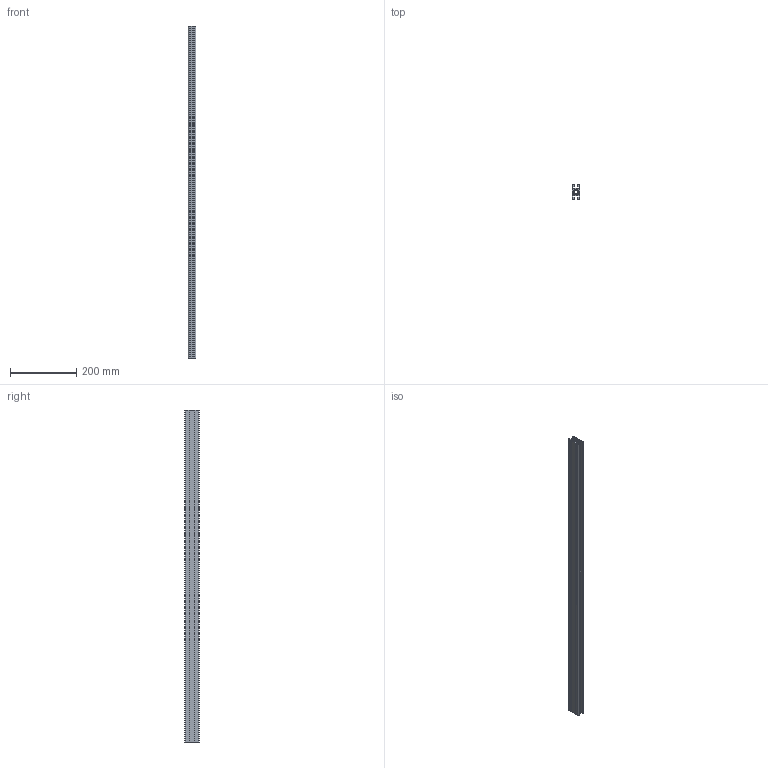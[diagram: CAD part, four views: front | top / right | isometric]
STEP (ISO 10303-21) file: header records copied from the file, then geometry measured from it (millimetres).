
FILE_DESCRIPTION(/* description */ (''),/* implementation_level */ '2;1');
FILE_NAME(/* name */ '80041_KriTec_Profil_10_45x22,5.stp',/* time_stamp */ '2014-09-04T14:56:07+02:00',/* author */ ('kostic'),/* organization */ (''),/* preprocessor_version */ 'ST-DEVELOPER v15.2',/* originating_system */ 'Autodesk Inventor 2014',/* authorisation */ '');
FILE_SCHEMA (('AUTOMOTIVE_DESIGN { 1 0 10303 214 3 1 1 }'));
Length unit declared in the file: millimetre
Products named in the file (1): 80041_KriTec_Profil_10_45x22,5
Bounding box: 22.5 x 45 x 1000 mm (x, y, z)
Volume: 470137 mm3; surface area: 304877.9 mm2
Topology: 1 solids, 1 shells, 84 faces, 246 edges, 164 vertices
Faces by surface type: plane 64, cylinder 20
Entity records: 2795 total; most frequent: CARTESIAN_POINT 495, ORIENTED_EDGE 492, DIRECTION 456, EDGE_CURVE 246, LINE 206, VECTOR 206, VERTEX_POINT 164, AXIS2_PLACEMENT_3D 125
